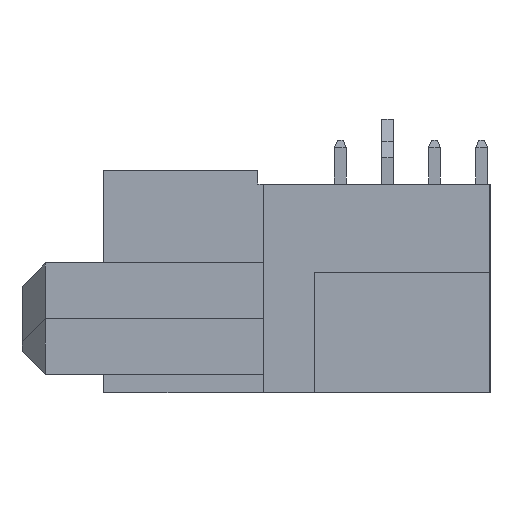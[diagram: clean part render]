
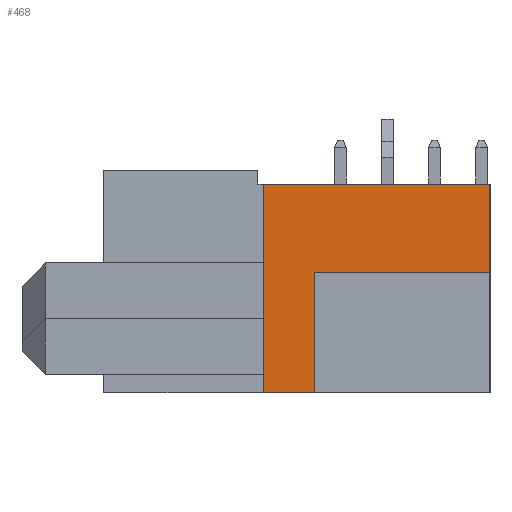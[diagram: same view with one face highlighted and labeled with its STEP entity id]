
A CAD part, left-side view. The second image highlights one B-rep face of the part: STEP entity #468.
In plain terms, the highlighted planar face has unit normal (-1, 0, 0).
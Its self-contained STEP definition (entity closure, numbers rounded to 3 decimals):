
#468 = ADVANCED_FACE( '', ( #1536 ), #1537, .F. );
#1536 = FACE_OUTER_BOUND( '', #3167, .T. );
#1537 = PLANE( '', #3168 );
#3167 = EDGE_LOOP( '', ( #6499, #6500, #6501, #6502, #6503, #6504 ) );
#3168 = AXIS2_PLACEMENT_3D( '', #6505, #6506, #6507 );
#6499 = ORIENTED_EDGE( '', *, *, #11125, .T. );
#6500 = ORIENTED_EDGE( '', *, *, #11350, .T. );
#6501 = ORIENTED_EDGE( '', *, *, #11661, .F. );
#6502 = ORIENTED_EDGE( '', *, *, #11203, .T. );
#6503 = ORIENTED_EDGE( '', *, *, #11634, .T. );
#6504 = ORIENTED_EDGE( '', *, *, #11116, .T. );
#6505 = CARTESIAN_POINT( '', ( -27.305, 25.2, -6. ) );
#6506 = DIRECTION( '', ( 1., 0., 0. ) );
#6507 = DIRECTION( '', ( 0., 0., -1. ) );
#11116 = EDGE_CURVE( '', #13336, #13334, #13337, .T. );
#11125 = EDGE_CURVE( '', #13334, #13349, #13351, .T. );
#11203 = EDGE_CURVE( '', #13481, #13486, #13488, .T. );
#11350 = EDGE_CURVE( '', #13349, #13771, #13773, .T. );
#11634 = EDGE_CURVE( '', #13486, #13336, #14233, .T. );
#11661 = EDGE_CURVE( '', #13481, #13771, #14277, .T. );
#13334 = VERTEX_POINT( '', #16936 );
#13336 = VERTEX_POINT( '', #16939 );
#13337 = LINE( '', #16940, #16941 );
#13349 = VERTEX_POINT( '', #16960 );
#13351 = LINE( '', #16963, #16964 );
#13481 = VERTEX_POINT( '', #17167 );
#13486 = VERTEX_POINT( '', #17175 );
#13488 = LINE( '', #17178, #17179 );
#13771 = VERTEX_POINT( '', #17607 );
#13773 = LINE( '', #17610, #17611 );
#14233 = LINE( '', #18354, #18355 );
#14277 = LINE( '', #18425, #18426 );
#16936 = CARTESIAN_POINT( '', ( -27.305, 9.45, 0.5 ) );
#16939 = CARTESIAN_POINT( '', ( -27.305, 9.45, -6. ) );
#16940 = CARTESIAN_POINT( '', ( -27.305, 9.45, -7. ) );
#16941 = VECTOR( '', #22546, 1000. );
#16960 = CARTESIAN_POINT( '', ( -27.305, 0., 0.5 ) );
#16963 = CARTESIAN_POINT( '', ( -27.305, 9.45, 0.5 ) );
#16964 = VECTOR( '', #22555, 1000. );
#17167 = CARTESIAN_POINT( '', ( -27.305, 12.2, 5.25 ) );
#17175 = CARTESIAN_POINT( '', ( -27.305, 12.2, -6. ) );
#17178 = CARTESIAN_POINT( '', ( -27.305, 12.2, 6. ) );
#17179 = VECTOR( '', #22633, 1000. );
#17607 = CARTESIAN_POINT( '', ( -27.305, 0., 5.25 ) );
#17610 = CARTESIAN_POINT( '', ( -27.305, 0., -6. ) );
#17611 = VECTOR( '', #22780, 1000. );
#18354 = CARTESIAN_POINT( '', ( -27.305, 25.2, -6. ) );
#18355 = VECTOR( '', #23064, 1000. );
#18425 = CARTESIAN_POINT( '', ( -27.305, 25.2, 5.25 ) );
#18426 = VECTOR( '', #23091, 1000. );
#22546 = DIRECTION( '', ( 0., 0., 1. ) );
#22555 = DIRECTION( '', ( 0., -1., 0. ) );
#22633 = DIRECTION( '', ( 0., 0., -1. ) );
#22780 = DIRECTION( '', ( 0., 0., 1. ) );
#23064 = DIRECTION( '', ( 0., -1., 0. ) );
#23091 = DIRECTION( '', ( 0., -1., 0. ) );
